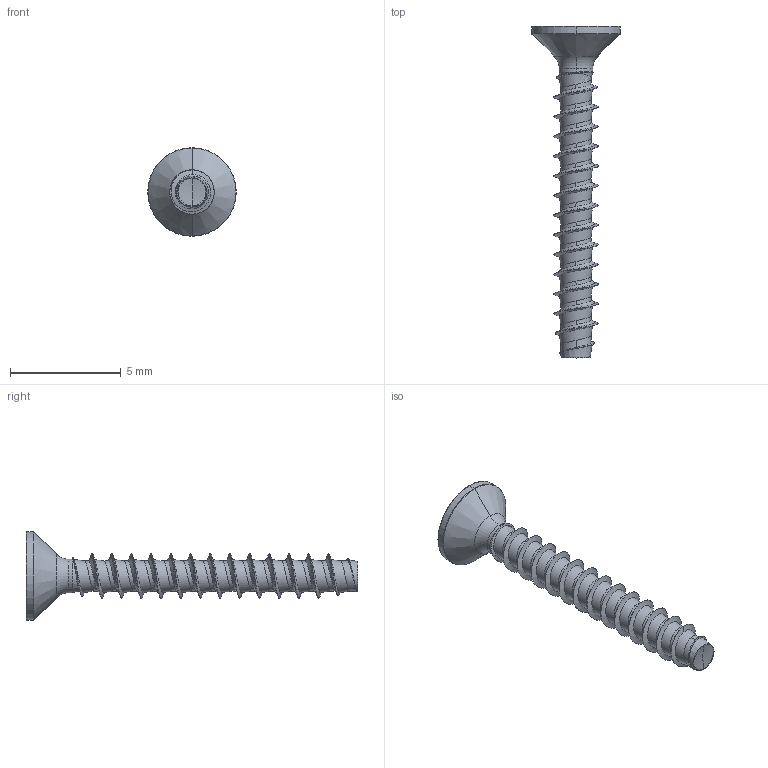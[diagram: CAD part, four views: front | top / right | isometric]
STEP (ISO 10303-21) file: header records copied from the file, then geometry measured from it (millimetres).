
FILE_DESCRIPTION (( 'STEP AP203' ), '1' );
FILE_NAME ('STP330200150.STEP', '2017-08-15T15:12:23', ( '' ), ( '' ), 'SwSTEP 2.0', 'SolidWorks 2015', '' );
FILE_SCHEMA (( 'CONFIG_CONTROL_DESIGN' ));
Length unit declared in the file: millimetre
Products named in the file (1): STP330200150
Bounding box: 4 x 15 x 4 mm (x, y, z)
Volume: 34.2 mm3; surface area: 130.9 mm2
Topology: 1 solids, 1 shells, 189 faces, 436 edges, 249 vertices
Faces by surface type: cylinder 75, bspline 51, sphere 26, plane 22, cone 9, torus 6
Entity records: 21694 total; most frequent: CARTESIAN_POINT 17864, ORIENTED_EDGE 868, DIRECTION 684, EDGE_CURVE 434, AXIS2_PLACEMENT_3D 278, VERTEX_POINT 249, EDGE_LOOP 191, FACE_OUTER_BOUND 189
